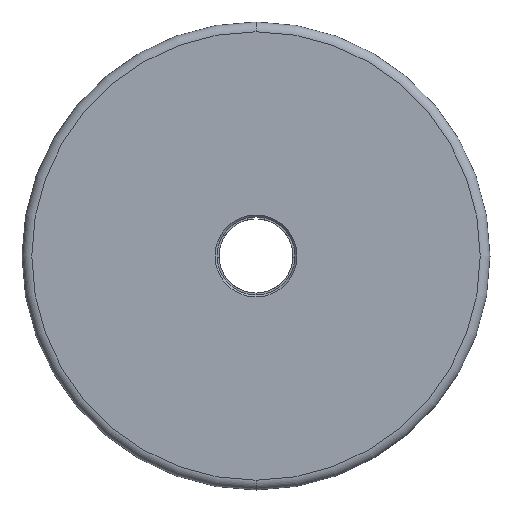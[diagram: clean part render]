
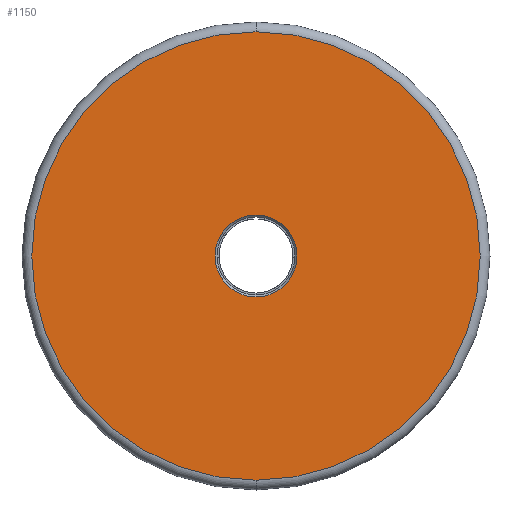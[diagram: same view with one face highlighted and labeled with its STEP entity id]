
A CAD part, front view. The second image highlights one B-rep face of the part: STEP entity #1150.
In plain terms, the highlighted planar face has unit normal (0, -1, 0).
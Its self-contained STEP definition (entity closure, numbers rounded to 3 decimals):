
#113 = CARTESIAN_POINT ( 'NONE',  ( 0., 0., 0. ) ) ;
#170 = CIRCLE ( 'NONE', #2239, 10.5 ) ;
#178 = VERTEX_POINT ( 'NONE', #1652 ) ;
#207 = CARTESIAN_POINT ( 'NONE',  ( 35., 0., 0. ) ) ;
#210 = CIRCLE ( 'NONE', #1215, 57.5 ) ;
#264 = DIRECTION ( 'NONE',  ( 0., 0., 1. ) ) ;
#410 = FACE_BOUND ( 'NONE', #1517, .T. ) ;
#414 = EDGE_CURVE ( 'NONE', #1437, #651, #1743, .T. ) ;
#453 = DIRECTION ( 'NONE',  ( 0., 1., 0. ) ) ;
#457 = ORIENTED_EDGE ( 'NONE', *, *, #1062, .T. ) ;
#510 = DIRECTION ( 'NONE',  ( 0., 1., 0. ) ) ;
#574 = CARTESIAN_POINT ( 'NONE',  ( 0., 0., 0. ) ) ;
#576 = DIRECTION ( 'NONE',  ( 0., 0., 1. ) ) ;
#651 = VERTEX_POINT ( 'NONE', #853 ) ;
#700 = ORIENTED_EDGE ( 'NONE', *, *, #414, .T. ) ;
#718 = AXIS2_PLACEMENT_3D ( 'NONE', #1274, #1986, #1977 ) ;
#743 = EDGE_CURVE ( 'NONE', #178, #996, #170, .T. ) ;
#853 = CARTESIAN_POINT ( 'NONE',  ( 0., 0., -57.5 ) ) ;
#869 = AXIS2_PLACEMENT_3D ( 'NONE', #207, #1697, #576 ) ;
#947 = CIRCLE ( 'NONE', #2240, 10.5 ) ;
#996 = VERTEX_POINT ( 'NONE', #2327 ) ;
#1002 = CARTESIAN_POINT ( 'NONE',  ( 0., 0., 0. ) ) ;
#1062 = EDGE_CURVE ( 'NONE', #651, #1437, #210, .T. ) ;
#1085 = CARTESIAN_POINT ( 'NONE',  ( 0., 0., 57.5 ) ) ;
#1150 = ADVANCED_FACE ( 'NONE', ( #410, #2206 ), #2046, .F. ) ;
#1215 = AXIS2_PLACEMENT_3D ( 'NONE', #574, #2009, #1312 ) ;
#1240 = DIRECTION ( 'NONE',  ( 0., 0., 1. ) ) ;
#1274 = CARTESIAN_POINT ( 'NONE',  ( 0., 0., 0. ) ) ;
#1309 = ORIENTED_EDGE ( 'NONE', *, *, #743, .T. ) ;
#1312 = DIRECTION ( 'NONE',  ( 0., 0., -1. ) ) ;
#1340 = EDGE_CURVE ( 'NONE', #996, #178, #947, .T. ) ;
#1365 = ORIENTED_EDGE ( 'NONE', *, *, #1340, .T. ) ;
#1437 = VERTEX_POINT ( 'NONE', #1085 ) ;
#1517 = EDGE_LOOP ( 'NONE', ( #1365, #1309 ) ) ;
#1582 = EDGE_LOOP ( 'NONE', ( #457, #700 ) ) ;
#1652 = CARTESIAN_POINT ( 'NONE',  ( 0., 0., 10.5 ) ) ;
#1697 = DIRECTION ( 'NONE',  ( 0., 1., 0. ) ) ;
#1743 = CIRCLE ( 'NONE', #718, 57.5 ) ;
#1977 = DIRECTION ( 'NONE',  ( 0., 0., -1. ) ) ;
#1986 = DIRECTION ( 'NONE',  ( 0., -1., 0. ) ) ;
#2009 = DIRECTION ( 'NONE',  ( 0., -1., 0. ) ) ;
#2046 = PLANE ( 'NONE',  #869 ) ;
#2206 = FACE_OUTER_BOUND ( 'NONE', #1582, .T. ) ;
#2239 = AXIS2_PLACEMENT_3D ( 'NONE', #113, #510, #1240 ) ;
#2240 = AXIS2_PLACEMENT_3D ( 'NONE', #1002, #453, #264 ) ;
#2327 = CARTESIAN_POINT ( 'NONE',  ( 0., 0., -10.5 ) ) ;
